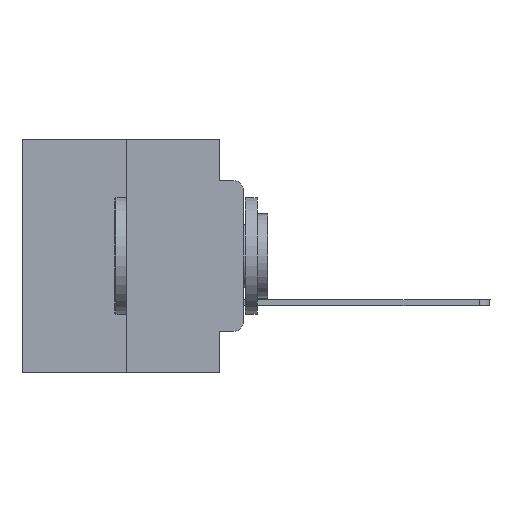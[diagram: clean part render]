
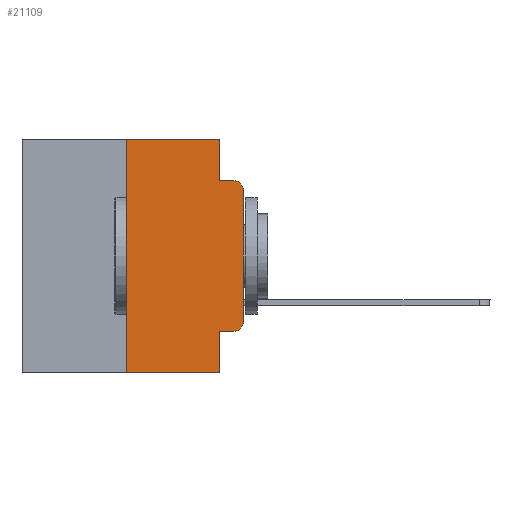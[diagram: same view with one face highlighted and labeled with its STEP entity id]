
A CAD part, left-side view. The second image highlights one B-rep face of the part: STEP entity #21109.
In plain terms, the highlighted planar face has unit normal (-1, 0, 0).
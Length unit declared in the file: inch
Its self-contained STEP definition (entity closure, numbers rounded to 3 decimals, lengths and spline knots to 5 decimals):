
#381 = VERTEX_POINT ( 'NONE', #4100 ) ;
#863 = CARTESIAN_POINT ( 'NONE',  ( 0., 0.02, -0.4115 ) ) ;
#976 = LINE ( 'NONE', #8040, #16302 ) ;
#1085 = LINE ( 'NONE', #6074, #23340 ) ;
#1278 = EDGE_CURVE ( 'NONE', #4665, #381, #976, .T. ) ;
#1294 = LINE ( 'NONE', #8356, #18266 ) ;
#1445 = EDGE_CURVE ( 'NONE', #381, #8403, #1294, .T. ) ;
#1569 = EDGE_CURVE ( 'NONE', #16155, #4665, #25233, .T. ) ;
#2543 = CARTESIAN_POINT ( 'NONE',  ( 0., 0.25, 0. ) ) ;
#4100 = CARTESIAN_POINT ( 'NONE',  ( 0., 0.051, -0.0885 ) ) ;
#4219 = CARTESIAN_POINT ( 'NONE',  ( 0., 0.02, -0.1085 ) ) ;
#4665 = VERTEX_POINT ( 'NONE', #7381 ) ;
#5086 = CARTESIAN_POINT ( 'NONE',  ( 0., 0.02, -0.3915 ) ) ;
#5134 = CARTESIAN_POINT ( 'NONE',  ( 0., 0.25, 0. ) ) ;
#5511 = VECTOR ( 'NONE', #22014, 39.37008 ) ;
#5553 = ORIENTED_EDGE ( 'NONE', *, *, #25953, .F. ) ;
#5631 = VECTOR ( 'NONE', #22663, 39.37008 ) ;
#5711 = CARTESIAN_POINT ( 'NONE',  ( 0., 0., 0. ) ) ;
#5749 = DIRECTION ( 'NONE',  ( 0., 0., -1. ) ) ;
#6074 = CARTESIAN_POINT ( 'NONE',  ( 0., 0.051, -0.4115 ) ) ;
#6414 = EDGE_CURVE ( 'NONE', #8013, #8403, #18736, .T. ) ;
#6594 = CARTESIAN_POINT ( 'NONE',  ( 0., 0.051, -0.4115 ) ) ;
#6795 = VERTEX_POINT ( 'NONE', #24063 ) ;
#7381 = CARTESIAN_POINT ( 'NONE',  ( 0., 0.051, 0. ) ) ;
#8013 = VERTEX_POINT ( 'NONE', #11070 ) ;
#8040 = CARTESIAN_POINT ( 'NONE',  ( 0., 0.051, 0. ) ) ;
#8073 = CARTESIAN_POINT ( 'NONE',  ( 0., 0.02, -0.0885 ) ) ;
#8356 = CARTESIAN_POINT ( 'NONE',  ( 0., 0.051, -0.0885 ) ) ;
#8403 = VERTEX_POINT ( 'NONE', #8073 ) ;
#8631 = AXIS2_PLACEMENT_3D ( 'NONE', #4219, #10431, #12408 ) ;
#8901 = DIRECTION ( 'NONE',  ( -1., 0., 0. ) ) ;
#8935 = DIRECTION ( 'NONE',  ( 0., 0., 1. ) ) ;
#9007 = ORIENTED_EDGE ( 'NONE', *, *, #6414, .T. ) ;
#9581 = EDGE_CURVE ( 'NONE', #6795, #24112, #21862, .T. ) ;
#9668 = ORIENTED_EDGE ( 'NONE', *, *, #13365, .F. ) ;
#9845 = PLANE ( 'NONE',  #26311 ) ;
#10188 = EDGE_CURVE ( 'NONE', #17905, #11823, #12190, .T. ) ;
#10431 = DIRECTION ( 'NONE',  ( -1., 0., 0. ) ) ;
#11070 = CARTESIAN_POINT ( 'NONE',  ( 0., 0., -0.1085 ) ) ;
#11073 = CARTESIAN_POINT ( 'NONE',  ( 0., 0., -0.3915 ) ) ;
#11244 = EDGE_LOOP ( 'NONE', ( #22028, #9007, #16728, #20365, #12394, #9668, #26751, #5553, #21007, #13370 ) ) ;
#11250 = CARTESIAN_POINT ( 'NONE',  ( 0., 0.051, -0.5 ) ) ;
#11823 = VERTEX_POINT ( 'NONE', #11073 ) ;
#12190 = CIRCLE ( 'NONE', #20282, 0.02 ) ;
#12394 = ORIENTED_EDGE ( 'NONE', *, *, #1569, .F. ) ;
#12408 = DIRECTION ( 'NONE',  ( 0., 0., -1. ) ) ;
#12413 = EDGE_CURVE ( 'NONE', #11823, #8013, #18681, .T. ) ;
#12869 = VECTOR ( 'NONE', #16010, 39.37008 ) ;
#13365 = EDGE_CURVE ( 'NONE', #6795, #16155, #21257, .T. ) ;
#13370 = ORIENTED_EDGE ( 'NONE', *, *, #10188, .T. ) ;
#13950 = VECTOR ( 'NONE', #8935, 39.37008 ) ;
#15765 = VERTEX_POINT ( 'NONE', #6594 ) ;
#16010 = DIRECTION ( 'NONE',  ( 0., -1., 0. ) ) ;
#16155 = VERTEX_POINT ( 'NONE', #2543 ) ;
#16302 = VECTOR ( 'NONE', #20942, 39.37008 ) ;
#16728 = ORIENTED_EDGE ( 'NONE', *, *, #1445, .F. ) ;
#17905 = VERTEX_POINT ( 'NONE', #863 ) ;
#18266 = VECTOR ( 'NONE', #23393, 39.37008 ) ;
#18681 = LINE ( 'NONE', #5711, #21345 ) ;
#18736 = CIRCLE ( 'NONE', #8631, 0.02 ) ;
#20282 = AXIS2_PLACEMENT_3D ( 'NONE', #5086, #8901, #23741 ) ;
#20365 = ORIENTED_EDGE ( 'NONE', *, *, #1278, .F. ) ;
#20942 = DIRECTION ( 'NONE',  ( 0., 0., -1. ) ) ;
#21007 = ORIENTED_EDGE ( 'NONE', *, *, #27401, .T. ) ;
#21109 = ADVANCED_FACE ( 'NONE', ( #26443 ), #9845, .F. ) ;
#21257 = LINE ( 'NONE', #5134, #13950 ) ;
#21345 = VECTOR ( 'NONE', #26761, 39.37008 ) ;
#21862 = LINE ( 'NONE', #22146, #12869 ) ;
#22014 = DIRECTION ( 'NONE',  ( 0., 0., -1. ) ) ;
#22028 = ORIENTED_EDGE ( 'NONE', *, *, #12413, .T. ) ;
#22108 = CARTESIAN_POINT ( 'NONE',  ( 0., 0.051, 0. ) ) ;
#22146 = CARTESIAN_POINT ( 'NONE',  ( 0., 0.473, -0.5 ) ) ;
#22468 = LINE ( 'NONE', #22108, #5511 ) ;
#22663 = DIRECTION ( 'NONE',  ( 0., -1., 0. ) ) ;
#23043 = DIRECTION ( 'NONE',  ( 0., -1., 0. ) ) ;
#23340 = VECTOR ( 'NONE', #23043, 39.37008 ) ;
#23393 = DIRECTION ( 'NONE',  ( 0., -1., 0. ) ) ;
#23741 = DIRECTION ( 'NONE',  ( 0., 0., -1. ) ) ;
#24063 = CARTESIAN_POINT ( 'NONE',  ( 0., 0.25, -0.5 ) ) ;
#24112 = VERTEX_POINT ( 'NONE', #11250 ) ;
#24604 = CARTESIAN_POINT ( 'NONE',  ( 0., 0.473, 0. ) ) ;
#24694 = DIRECTION ( 'NONE',  ( 1., 0., 0. ) ) ;
#25233 = LINE ( 'NONE', #26976, #5631 ) ;
#25953 = EDGE_CURVE ( 'NONE', #15765, #24112, #22468, .T. ) ;
#26311 = AXIS2_PLACEMENT_3D ( 'NONE', #24604, #24694, #5749 ) ;
#26443 = FACE_OUTER_BOUND ( 'NONE', #11244, .T. ) ;
#26751 = ORIENTED_EDGE ( 'NONE', *, *, #9581, .T. ) ;
#26761 = DIRECTION ( 'NONE',  ( 0., 0., 1. ) ) ;
#26976 = CARTESIAN_POINT ( 'NONE',  ( 0., 0.473, 0. ) ) ;
#27401 = EDGE_CURVE ( 'NONE', #15765, #17905, #1085, .T. ) ;
